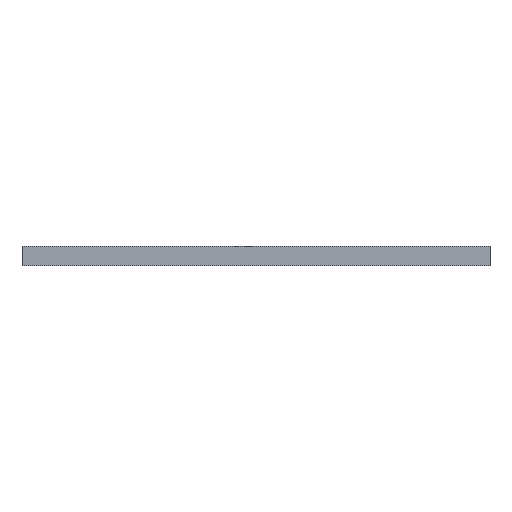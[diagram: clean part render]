
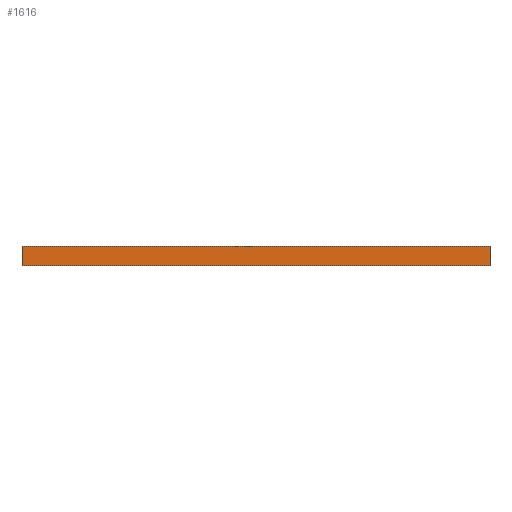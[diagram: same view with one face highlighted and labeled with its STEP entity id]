
A CAD part, left-side view. The second image highlights one B-rep face of the part: STEP entity #1616.
In plain terms, the highlighted planar face has unit normal (-1, 0, 0).
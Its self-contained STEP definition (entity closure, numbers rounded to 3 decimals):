
#79 = AXIS2_PLACEMENT_3D ( 'NONE', #1749, #1573, #2286 ) ;
#115 = ORIENTED_EDGE ( 'NONE', *, *, #314, .T. ) ;
#200 = CARTESIAN_POINT ( 'NONE',  ( 0., 0., 4. ) ) ;
#235 = DIRECTION ( 'NONE',  ( 0., 0., -1. ) ) ;
#257 = VERTEX_POINT ( 'NONE', #1357 ) ;
#289 = VERTEX_POINT ( 'NONE', #657 ) ;
#314 = EDGE_CURVE ( 'NONE', #289, #841, #2129, .T. ) ;
#319 = DIRECTION ( 'NONE',  ( 0., 1., 0. ) ) ;
#453 = VECTOR ( 'NONE', #319, 1000. ) ;
#523 = CARTESIAN_POINT ( 'NONE',  ( 0., 0., 4. ) ) ;
#554 = CARTESIAN_POINT ( 'NONE',  ( 0., 94., 4. ) ) ;
#657 = CARTESIAN_POINT ( 'NONE',  ( 0., 0., 4. ) ) ;
#780 = CARTESIAN_POINT ( 'NONE',  ( 0., 0., 0. ) ) ;
#810 = EDGE_CURVE ( 'NONE', #289, #1840, #939, .T. ) ;
#841 = VERTEX_POINT ( 'NONE', #554 ) ;
#915 = EDGE_CURVE ( 'NONE', #841, #257, #960, .T. ) ;
#939 = LINE ( 'NONE', #200, #1676 ) ;
#960 = LINE ( 'NONE', #1198, #1948 ) ;
#1009 = EDGE_CURVE ( 'NONE', #1840, #257, #1214, .T. ) ;
#1026 = FACE_OUTER_BOUND ( 'NONE', #1790, .T. ) ;
#1170 = ORIENTED_EDGE ( 'NONE', *, *, #810, .F. ) ;
#1198 = CARTESIAN_POINT ( 'NONE',  ( 0., 94., 4. ) ) ;
#1214 = LINE ( 'NONE', #1925, #453 ) ;
#1246 = DIRECTION ( 'NONE',  ( 0., 1., 0. ) ) ;
#1357 = CARTESIAN_POINT ( 'NONE',  ( 0., 94., 0. ) ) ;
#1519 = ORIENTED_EDGE ( 'NONE', *, *, #1009, .F. ) ;
#1573 = DIRECTION ( 'NONE',  ( -1., 0., 0. ) ) ;
#1616 = ADVANCED_FACE ( 'NONE', ( #1026 ), #1738, .T. ) ;
#1676 = VECTOR ( 'NONE', #1998, 1000. ) ;
#1738 = PLANE ( 'NONE',  #79 ) ;
#1749 = CARTESIAN_POINT ( 'NONE',  ( 0., 0., 4. ) ) ;
#1790 = EDGE_LOOP ( 'NONE', ( #1519, #1170, #115, #2232 ) ) ;
#1840 = VERTEX_POINT ( 'NONE', #780 ) ;
#1894 = VECTOR ( 'NONE', #1246, 1000. ) ;
#1925 = CARTESIAN_POINT ( 'NONE',  ( 0., 0., 0. ) ) ;
#1948 = VECTOR ( 'NONE', #235, 1000. ) ;
#1998 = DIRECTION ( 'NONE',  ( 0., 0., -1. ) ) ;
#2129 = LINE ( 'NONE', #523, #1894 ) ;
#2232 = ORIENTED_EDGE ( 'NONE', *, *, #915, .T. ) ;
#2286 = DIRECTION ( 'NONE',  ( 0., 0., 1. ) ) ;
